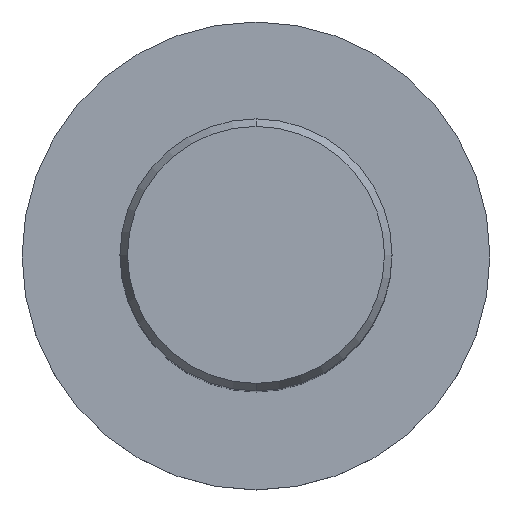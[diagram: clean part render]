
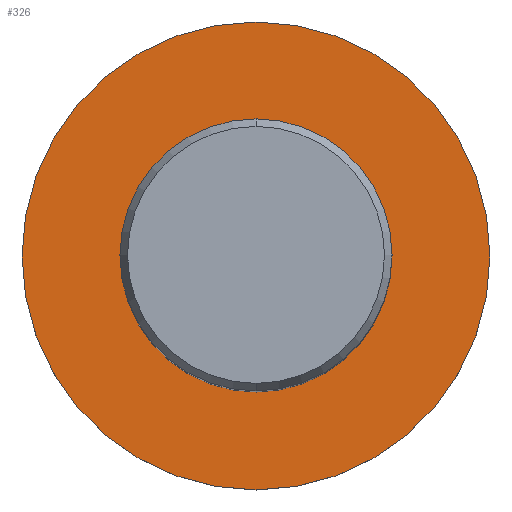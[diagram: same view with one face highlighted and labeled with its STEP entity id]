
A CAD part, top view. The second image highlights one B-rep face of the part: STEP entity #326.
In plain terms, the highlighted planar face has unit normal (0, 0, 1).
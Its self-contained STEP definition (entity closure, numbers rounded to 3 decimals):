
#308=EDGE_CURVE('',#628,#354,#768,.T.);
#326=ADVANCED_FACE('',(#786,#787),#788,.T.);
#344=EDGE_CURVE('',#598,#668,#808,.T.);
#354=VERTEX_POINT('',#819);
#450=EDGE_CURVE('',#354,#628,#924,.T.);
#598=VERTEX_POINT('',#1086);
#628=VERTEX_POINT('',#1122);
#646=EDGE_CURVE('',#668,#598,#1141,.T.);
#668=VERTEX_POINT('',#1168);
#768=CIRCLE('',#1295,12.5);
#786=FACE_BOUND('',#1320,.T.);
#787=FACE_OUTER_BOUND('',#1321,.T.);
#788=PLANE('',#1322);
#808=CIRCLE('',#1350,21.5);
#819=CARTESIAN_POINT('',(0.0,12.5,-56.0));
#924=CIRCLE('',#1599,12.5);
#1086=CARTESIAN_POINT('',(0.0,21.5,-56.0));
#1122=CARTESIAN_POINT('',(0.,-12.5,-56.0));
#1141=CIRCLE('',#1984,21.5);
#1168=CARTESIAN_POINT('',(0.,-21.5,-56.0));
#1295=AXIS2_PLACEMENT_3D('',#2132,#2133,#2134);
#1320=EDGE_LOOP('',(#2142,#2143));
#1321=EDGE_LOOP('',(#2144,#2145));
#1322=AXIS2_PLACEMENT_3D('',#2146,#2147,#2148);
#1350=AXIS2_PLACEMENT_3D('',#2177,#2178,#2179);
#1599=AXIS2_PLACEMENT_3D('',#2326,#2327,#2328);
#1984=AXIS2_PLACEMENT_3D('',#2604,#2605,#2606);
#2132=CARTESIAN_POINT('',(0.0,0.0,-56.0));
#2133=DIRECTION('',(-0.0,0.0,-1.0));
#2134=DIRECTION('',(0.0,1.0,0.0));
#2142=ORIENTED_EDGE('',*,*,#450,.T.);
#2143=ORIENTED_EDGE('',*,*,#308,.T.);
#2144=ORIENTED_EDGE('',*,*,#344,.F.);
#2145=ORIENTED_EDGE('',*,*,#646,.F.);
#2146=CARTESIAN_POINT('',(0.0,10.75,-56.0));
#2147=DIRECTION('',(-0.0,0.0,1.0));
#2148=DIRECTION('',(0.0,-1.0,0.0));
#2177=CARTESIAN_POINT('',(0.0,0.0,-56.0));
#2178=DIRECTION('',(0.0,0.0,-1.0));
#2179=DIRECTION('',(0.0,1.0,0.0));
#2326=CARTESIAN_POINT('',(0.0,0.0,-56.0));
#2327=DIRECTION('',(-0.0,0.0,-1.0));
#2328=DIRECTION('',(0.0,1.0,0.0));
#2604=CARTESIAN_POINT('',(0.0,0.0,-56.0));
#2605=DIRECTION('',(0.0,0.0,-1.0));
#2606=DIRECTION('',(0.0,1.0,0.0));
